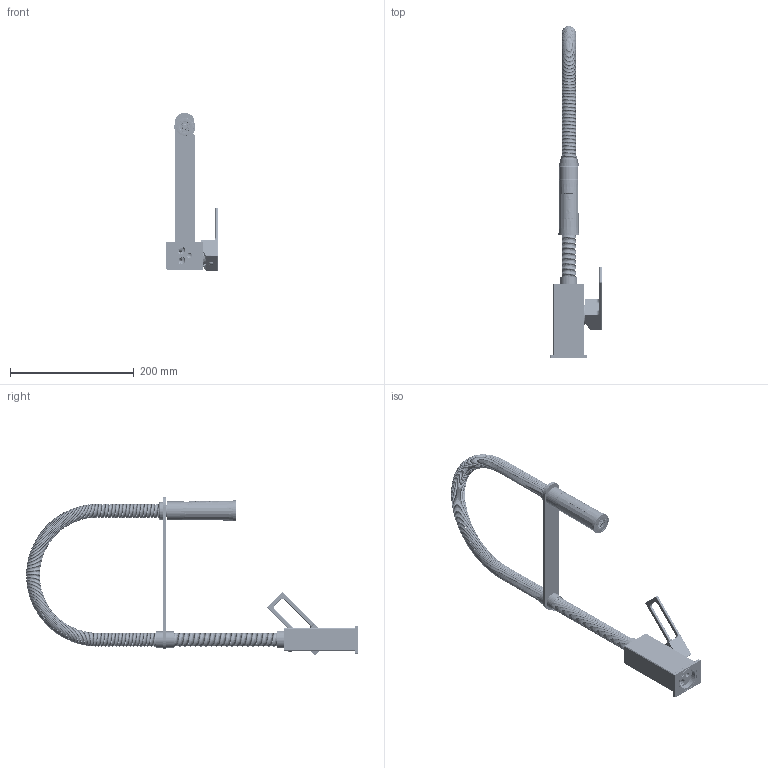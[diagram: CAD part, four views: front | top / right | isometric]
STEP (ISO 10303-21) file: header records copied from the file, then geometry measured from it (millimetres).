
FILE_DESCRIPTION((''),'2;1');
FILE_NAME('EF179CR','2022-02-11T16:51:47',('ut3'),('PAFFONI SpA'),'CREO PARAMETRIC BY PTC INC, 2020044','CREO PARAMETRIC BY PTC INC, 2020044','');
FILE_SCHEMA(('CONFIG_CONTROL_DESIGN','SHAPE_APPEARANCE_LAYERS_GROUPS'));
Products named in the file (1): EF179CR
Bounding box: 83.28 x 536.86 x 256.24 mm (x, y, z)
Volume: 355659.8 mm3; surface area: 253797.5 mm2
Topology: 4 solids, 4 shells, 2716 faces, 7818 edges, 4994 vertices
Faces by surface type: cylinder 1019, plane 923, bspline 350, cone 213, torus 127, sphere 82, extrusion 2
Entity records: 333674 total; most frequent: CARTESIAN_POINT 253963, ORIENTED_EDGE 15482, DIRECTION 12146, EDGE_CURVE 7741, VERTEX_POINT 4994, AXIS2_PLACEMENT_3D 4348, VECTOR 3450, LINE 3448
